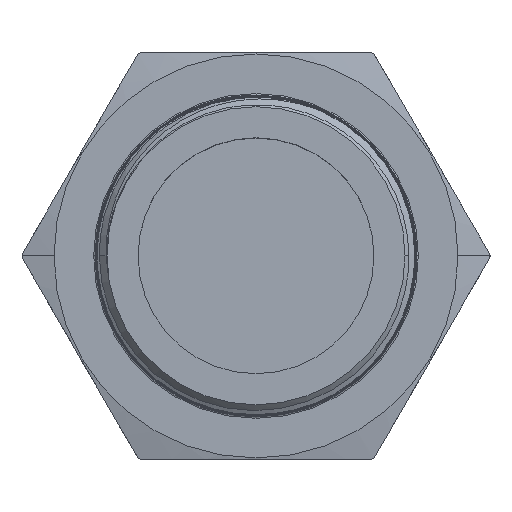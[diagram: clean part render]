
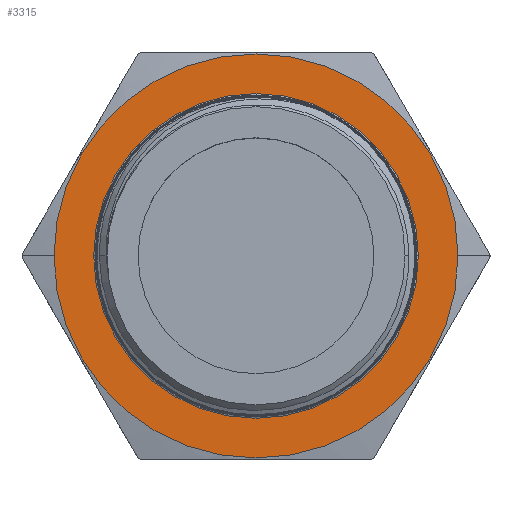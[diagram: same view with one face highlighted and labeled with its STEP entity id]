
A CAD part, top view. The second image highlights one B-rep face of the part: STEP entity #3315.
In plain terms, the highlighted planar face has unit normal (0, 0, 1).
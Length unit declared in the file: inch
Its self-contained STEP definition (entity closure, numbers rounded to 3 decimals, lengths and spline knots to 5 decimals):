
#189 = VERTEX_POINT ( 'NONE', #891 ) ;
#190 = VERTEX_POINT ( 'NONE', #883 ) ;
#195 = VERTEX_POINT ( 'NONE', #895 ) ;
#196 = VERTEX_POINT ( 'NONE', #896 ) ;
#215 = DIRECTION ( 'NONE',  ( 0., 0., 1. ) ) ;
#217 = CARTESIAN_POINT ( 'NONE',  ( -0.86603, -1.5, 0.33 ) ) ;
#219 = PLANE ( 'NONE',  #5816 ) ;
#221 = DIRECTION ( 'NONE',  ( 1., 0., 0. ) ) ;
#371 = ORIENTED_EDGE ( 'NONE', *, *, #5741, .F. ) ;
#372 = ORIENTED_EDGE ( 'NONE', *, *, #5692, .F. ) ;
#373 = ORIENTED_EDGE ( 'NONE', *, *, #5742, .T. ) ;
#374 = ORIENTED_EDGE ( 'NONE', *, *, #5694, .T. ) ;
#883 = CARTESIAN_POINT ( 'NONE',  ( -1.1975, 0., 0.33 ) ) ;
#891 = CARTESIAN_POINT ( 'NONE',  ( 1.1975, 0., 0.33 ) ) ;
#895 = CARTESIAN_POINT ( 'NONE',  ( 1.49, 0., 0.33 ) ) ;
#896 = CARTESIAN_POINT ( 'NONE',  ( -1.49, 0., 0.33 ) ) ;
#1565 = CARTESIAN_POINT ( 'NONE',  ( 0., 0., 0.33 ) ) ;
#1566 = DIRECTION ( 'NONE',  ( 0., 0., -1. ) ) ;
#1567 = DIRECTION ( 'NONE',  ( -1., 0., 0. ) ) ;
#1569 = CARTESIAN_POINT ( 'NONE',  ( 0., 0., 0.33 ) ) ;
#1570 = DIRECTION ( 'NONE',  ( 0., 0., -1. ) ) ;
#1571 = DIRECTION ( 'NONE',  ( 1., 0., 0. ) ) ;
#2828 = FACE_OUTER_BOUND ( 'NONE', #7189, .T. ) ;
#2830 = FACE_BOUND ( 'NONE', #7187, .T. ) ;
#3315 = ADVANCED_FACE ( 'NONE', ( #2828, #2830 ), #219, .T. ) ;
#3672 = CARTESIAN_POINT ( 'NONE',  ( 0., 0., 0.33 ) ) ;
#3673 = DIRECTION ( 'NONE',  ( 0., 0., -1. ) ) ;
#3674 = DIRECTION ( 'NONE',  ( -1., 0., 0. ) ) ;
#3707 = CARTESIAN_POINT ( 'NONE',  ( 0., 0., 0.33 ) ) ;
#3708 = DIRECTION ( 'NONE',  ( 0., 0., -1. ) ) ;
#3709 = DIRECTION ( 'NONE',  ( 1., 0., 0. ) ) ;
#4154 = CIRCLE ( 'NONE', #5429, 1.1975 ) ;
#4156 = CIRCLE ( 'NONE', #5428, 1.49 ) ;
#5407 = AXIS2_PLACEMENT_3D ( 'NONE', #3672, #3673, #3674 ) ;
#5408 = AXIS2_PLACEMENT_3D ( 'NONE', #3707, #3708, #3709 ) ;
#5428 = AXIS2_PLACEMENT_3D ( 'NONE', #1565, #1566, #1567 ) ;
#5429 = AXIS2_PLACEMENT_3D ( 'NONE', #1569, #1570, #1571 ) ;
#5692 = EDGE_CURVE ( 'NONE', #195, #196, #7417, .T. ) ;
#5694 = EDGE_CURVE ( 'NONE', #190, #189, #7426, .T. ) ;
#5741 = EDGE_CURVE ( 'NONE', #196, #195, #4156, .T. ) ;
#5742 = EDGE_CURVE ( 'NONE', #189, #190, #4154, .T. ) ;
#5816 = AXIS2_PLACEMENT_3D ( 'NONE', #217, #215, #221 ) ;
#7187 = EDGE_LOOP ( 'NONE', ( #373, #374 ) ) ;
#7189 = EDGE_LOOP ( 'NONE', ( #371, #372 ) ) ;
#7417 = CIRCLE ( 'NONE', #5407, 1.49 ) ;
#7426 = CIRCLE ( 'NONE', #5408, 1.1975 ) ;
